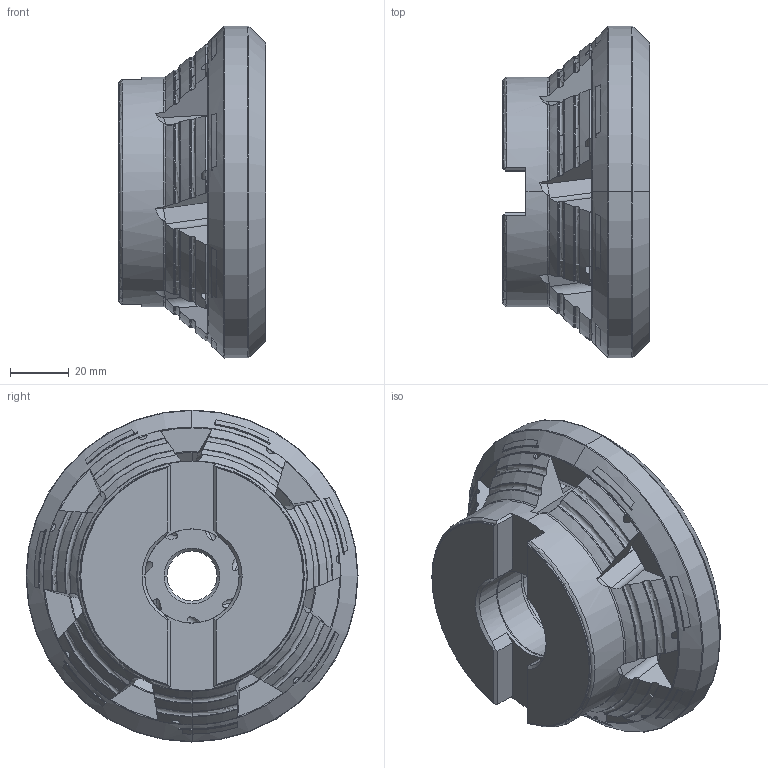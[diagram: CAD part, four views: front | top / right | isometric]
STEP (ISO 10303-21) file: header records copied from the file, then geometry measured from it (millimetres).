
FILE_DESCRIPTION (( 'STEP AP214' ), '1' );
FILE_NAME ('45PP-100558-7.STEP', '2016-06-21T12:37:26', ( '' ), ( '' ), 'SwSTEP 2.0', 'SolidWorks 2016', '' );
FILE_SCHEMA (( 'AUTOMOTIVE_DESIGN' ));
Length unit declared in the file: millimetre
Products named in the file (1): 45PP-100558-7
Bounding box: 50.09 x 112.85 x 112.85 mm (x, y, z)
Volume: 280524.3 mm3; surface area: 43304.5 mm2
Topology: 1 solids, 1 shells, 479 faces, 1431 edges, 935 vertices
Faces by surface type: torus 147, plane 143, cone 92, cylinder 69, sphere 14, bspline 14
Entity records: 18350 total; most frequent: CARTESIAN_POINT 5961, ORIENTED_EDGE 2834, DIRECTION 2077, EDGE_CURVE 1417, VERTEX_POINT 928, AXIS2_PLACEMENT_3D 876, B_SPLINE_CURVE_WITH_KNOTS 587, EDGE_LOOP 497
